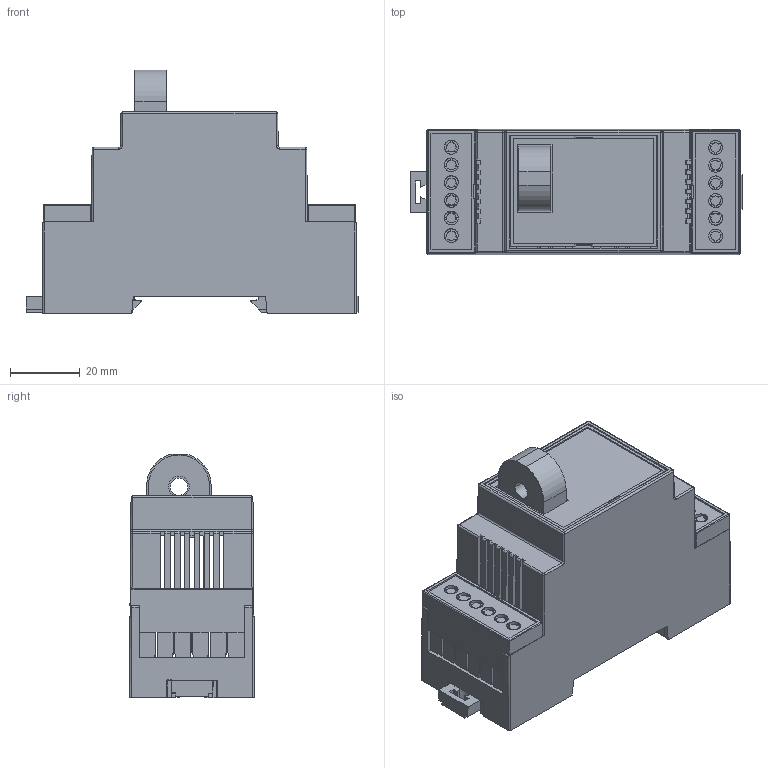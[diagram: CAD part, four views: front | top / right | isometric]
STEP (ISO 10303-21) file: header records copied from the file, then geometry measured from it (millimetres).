
FILE_DESCRIPTION (( 'STEP AP203' ), '1' );
FILE_NAME ('GT2A.STEP', '2018-07-15T11:18:07', ( '' ), ( '' ), 'SwSTEP 2.0', 'SolidWorks 2017', '' );
FILE_SCHEMA (( 'CONFIG_CONTROL_DESIGN' ));
Length unit declared in the file: millimetre
Products named in the file (1): AD LU 10 GT
Bounding box: 95.3 x 36 x 70.04 mm (x, y, z)
Volume: 30060.2 mm3; surface area: 50352.6 mm2
Topology: 9 solids, 9 shells, 1241 faces, 3510 edges, 2226 vertices
Faces by surface type: plane 907, cylinder 274, bspline 52, sphere 8
Entity records: 43493 total; most frequent: CARTESIAN_POINT 12415, ORIENTED_EDGE 6946, DIRECTION 5576, EDGE_CURVE 3473, LINE 2788, VECTOR 2788, VERTEX_POINT 2226, AXIS2_PLACEMENT_3D 1394
